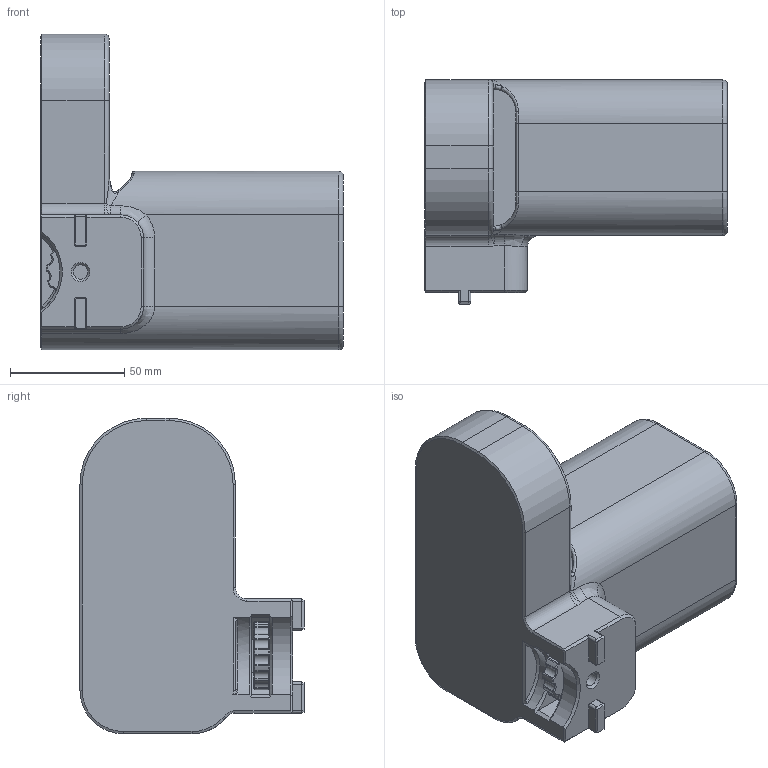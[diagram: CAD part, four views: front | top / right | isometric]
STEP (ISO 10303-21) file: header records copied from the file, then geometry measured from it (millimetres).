
FILE_DESCRIPTION(/* description */ (''),/* implementation_level */ '2;1');
FILE_NAME(/* name */ 'DiceTower v9.step',/* time_stamp */ '2022-05-10T19:48:20+02:00',/* author */ (''),/* organization */ (''),/* preprocessor_version */ 'ST-DEVELOPER v18.1',/* originating_system */ 'Autodesk Translation Framework v10.14.0.1471',/* authorisation */ '');
FILE_SCHEMA (('AUTOMOTIVE_DESIGN { 1 0 10303 214 3 1 1 }'));
Length unit declared in the file: millimetre
Products named in the file (2): DiceTower; Nut
Assembly tree (1 placements, depth 2):
  DiceTower
    Nut
Bounding box: 132.5 x 98 x 138 mm (x, y, z)
Volume: 441264.9 mm3; surface area: 89780.3 mm2
Topology: 2 solids, 2 shells, 336 faces, 801 edges, 412 vertices
Faces by surface type: cone 130, cylinder 100, plane 79, bspline 14, torus 12, sphere 1
Full cylindrical faces by diameter (mm): 6.25 x3
Entity records: 10114 total; most frequent: CARTESIAN_POINT 2682, DIRECTION 1637, ORIENTED_EDGE 1488, EDGE_CURVE 744, AXIS2_PLACEMENT_3D 614, VERTEX_POINT 412, LINE 409, VECTOR 409
